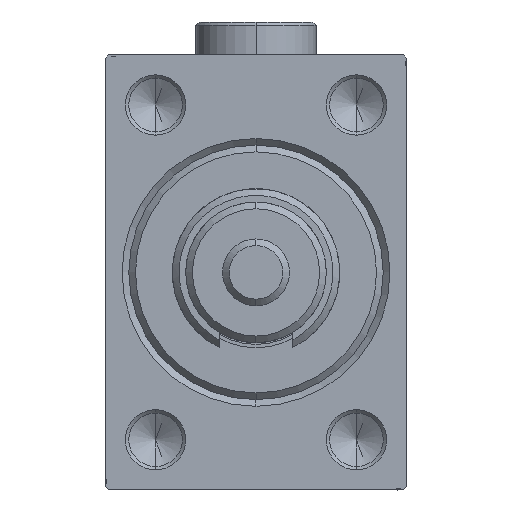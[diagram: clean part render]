
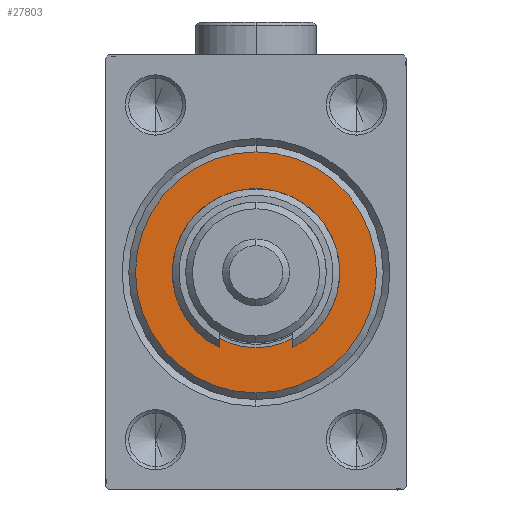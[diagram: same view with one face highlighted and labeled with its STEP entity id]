
A CAD part, left-side view. The second image highlights one B-rep face of the part: STEP entity #27803.
In plain terms, the highlighted face is planar.
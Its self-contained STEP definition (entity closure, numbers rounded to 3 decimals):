
#186 = CARTESIAN_POINT ( 'NONE',  ( 3., 0., 0. ) ) ;
#596 = CIRCLE ( 'NONE', #33440, 11.25 ) ;
#2936 = EDGE_LOOP ( 'NONE', ( #12224, #20840 ) ) ;
#3023 = VERTEX_POINT ( 'NONE', #18579 ) ;
#3817 = AXIS2_PLACEMENT_3D ( 'NONE', #20388, #10138, #9643 ) ;
#4485 = EDGE_CURVE ( 'NONE', #25092, #46422, #9873, .T. ) ;
#5724 = CARTESIAN_POINT ( 'NONE',  ( 3., 0., 0. ) ) ;
#9643 = DIRECTION ( 'NONE',  ( 0., 0., -1. ) ) ;
#9654 = DIRECTION ( 'NONE',  ( 0., 0., -1. ) ) ;
#9873 = CIRCLE ( 'NONE', #37230, 18. ) ;
#10138 = DIRECTION ( 'NONE',  ( 1., 0., 0. ) ) ;
#12117 = DIRECTION ( 'NONE',  ( 0., 0., -1. ) ) ;
#12224 = ORIENTED_EDGE ( 'NONE', *, *, #21239, .T. ) ;
#14685 = EDGE_LOOP ( 'NONE', ( #15443, #44554 ) ) ;
#14761 = CIRCLE ( 'NONE', #3817, 11.25 ) ;
#15283 = EDGE_CURVE ( 'NONE', #3023, #15571, #14761, .T. ) ;
#15443 = ORIENTED_EDGE ( 'NONE', *, *, #15283, .F. ) ;
#15571 = VERTEX_POINT ( 'NONE', #27197 ) ;
#18579 = CARTESIAN_POINT ( 'NONE',  ( 3., 0., -11.25 ) ) ;
#20388 = CARTESIAN_POINT ( 'NONE',  ( 3., 0., 0. ) ) ;
#20840 = ORIENTED_EDGE ( 'NONE', *, *, #4485, .T. ) ;
#21239 = EDGE_CURVE ( 'NONE', #46422, #25092, #44061, .T. ) ;
#23788 = CARTESIAN_POINT ( 'NONE',  ( 3., 0., -18. ) ) ;
#25092 = VERTEX_POINT ( 'NONE', #23788 ) ;
#25102 = DIRECTION ( 'NONE',  ( 1., 0., 0. ) ) ;
#25338 = DIRECTION ( 'NONE',  ( 0., 0., -1. ) ) ;
#26848 = AXIS2_PLACEMENT_3D ( 'NONE', #186, #44705, #45186 ) ;
#27197 = CARTESIAN_POINT ( 'NONE',  ( 3., 0., 11.25 ) ) ;
#27275 = PLANE ( 'NONE',  #38760 ) ;
#27803 = ADVANCED_FACE ( 'NONE', ( #45645, #42215 ), #27275, .T. ) ;
#33440 = AXIS2_PLACEMENT_3D ( 'NONE', #5724, #43183, #9654 ) ;
#35476 = EDGE_CURVE ( 'NONE', #15571, #3023, #596, .T. ) ;
#37230 = AXIS2_PLACEMENT_3D ( 'NONE', #40515, #25102, #25338 ) ;
#38312 = DIRECTION ( 'NONE',  ( 1., 0., 0. ) ) ;
#38760 = AXIS2_PLACEMENT_3D ( 'NONE', #45172, #38312, #12117 ) ;
#40515 = CARTESIAN_POINT ( 'NONE',  ( 3., 0., 0. ) ) ;
#42215 = FACE_BOUND ( 'NONE', #14685, .T. ) ;
#43183 = DIRECTION ( 'NONE',  ( 1., 0., 0. ) ) ;
#43536 = CARTESIAN_POINT ( 'NONE',  ( 3., 0., 18. ) ) ;
#44061 = CIRCLE ( 'NONE', #26848, 18. ) ;
#44554 = ORIENTED_EDGE ( 'NONE', *, *, #35476, .F. ) ;
#44705 = DIRECTION ( 'NONE',  ( 1., 0., 0. ) ) ;
#45172 = CARTESIAN_POINT ( 'NONE',  ( 3., 0., 0. ) ) ;
#45186 = DIRECTION ( 'NONE',  ( 0., 0., -1. ) ) ;
#45645 = FACE_OUTER_BOUND ( 'NONE', #2936, .T. ) ;
#46422 = VERTEX_POINT ( 'NONE', #43536 ) ;
